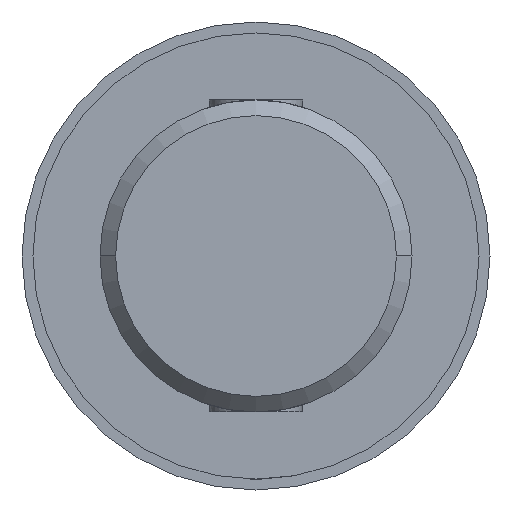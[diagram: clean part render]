
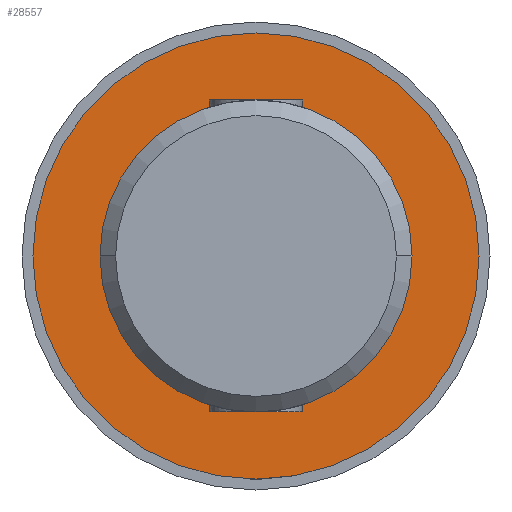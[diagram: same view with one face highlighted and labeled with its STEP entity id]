
A CAD part, front view. The second image highlights one B-rep face of the part: STEP entity #28557.
In plain terms, the highlighted planar face has unit normal (0, -1, 0).
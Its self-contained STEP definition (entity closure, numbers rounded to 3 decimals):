
#580 = VERTEX_POINT ( 'NONE', #18193 ) ;
#876 = EDGE_CURVE ( 'Defeature ausgef�hrt1_1+Defeature ausgef�hrt1_2+Defeature ausgef�hrt1_2+Defeature ausgef�hrt1_2', #20699, #33302, #18368, .T. ) ;
#1228 = DIRECTION ( 'NONE',  ( 1., 0., 0. ) ) ;
#1256 = AXIS2_PLACEMENT_3D ( 'NONE', #18657, #21360, #5174 ) ;
#1463 = DIRECTION ( 'NONE',  ( 0., -1., 0. ) ) ;
#2468 = DIRECTION ( 'NONE',  ( 1., 0., 0. ) ) ;
#3986 = VERTEX_POINT ( 'NONE', #8400 ) ;
#5174 = DIRECTION ( 'NONE',  ( 1., 0., 0. ) ) ;
#6794 = CARTESIAN_POINT ( 'NONE',  ( 0., 87., 0. ) ) ;
#6804 = PLANE ( 'NONE',  #34718 ) ;
#8179 = FACE_OUTER_BOUND ( 'NONE', #33236, .T. ) ;
#8400 = CARTESIAN_POINT ( 'NONE',  ( 0., 87., 3.5 ) ) ;
#9730 = DIRECTION ( 'NONE',  ( 0., -1., 0. ) ) ;
#11108 = FACE_BOUND ( 'NONE', #19102, .T. ) ;
#11783 = ORIENTED_EDGE ( 'NONE', *, *, #876, .T. ) ;
#11802 = AXIS2_PLACEMENT_3D ( 'NONE', #6794, #9730, #22739 ) ;
#12199 = DIRECTION ( 'NONE',  ( 1., 0., 0. ) ) ;
#12972 = AXIS2_PLACEMENT_3D ( 'NONE', #31983, #24042, #2468 ) ;
#14590 = EDGE_CURVE ( 'Defeature ausgef�hrt1_23+Defeature ausgef�hrt1_1+Defeature ausgef�hrt1_1+Defeature ausgef�hrt1_1', #580, #3986, #23178, .T. ) ;
#17456 = CARTESIAN_POINT ( 'NONE',  ( 7.15, 87., 0. ) ) ;
#17513 = CARTESIAN_POINT ( 'NONE',  ( 0., 87., 0. ) ) ;
#18193 = CARTESIAN_POINT ( 'NONE',  ( 0., 87., -3.5 ) ) ;
#18368 = CIRCLE ( 'NONE', #1256, 7.15 ) ;
#18657 = CARTESIAN_POINT ( 'NONE',  ( 0., 87., 0. ) ) ;
#19102 = EDGE_LOOP ( 'NONE', ( #20323, #32807 ) ) ;
#19235 = EDGE_CURVE ( 'Defeature ausgef�hrt1_1+Defeature ausgef�hrt1_2+Defeature ausgef�hrt1_2+Defeature ausgef�hrt1_2', #33302, #20699, #27847, .T. ) ;
#20323 = ORIENTED_EDGE ( 'NONE', *, *, #14590, .F. ) ;
#20699 = VERTEX_POINT ( 'NONE', #22188 ) ;
#21360 = DIRECTION ( 'NONE',  ( 0., -1., 0. ) ) ;
#22188 = CARTESIAN_POINT ( 'NONE',  ( -7.15, 87., 0. ) ) ;
#22739 = DIRECTION ( 'NONE',  ( 1., 0., 0. ) ) ;
#22983 = DIRECTION ( 'NONE',  ( 0., -1., 0. ) ) ;
#23178 = CIRCLE ( 'NONE', #24187, 3.5 ) ;
#24042 = DIRECTION ( 'NONE',  ( 0., -1., 0. ) ) ;
#24187 = AXIS2_PLACEMENT_3D ( 'NONE', #17513, #1463, #1228 ) ;
#24375 = ORIENTED_EDGE ( 'NONE', *, *, #19235, .T. ) ;
#27847 = CIRCLE ( 'NONE', #11802, 7.15 ) ;
#28380 = CARTESIAN_POINT ( 'NONE',  ( 7.15, 87., 0. ) ) ;
#28557 = ADVANCED_FACE ( 'Defeature ausgef�hrt1_1', ( #11108, #8179 ), #6804, .T. ) ;
#30002 = EDGE_CURVE ( 'Defeature ausgef�hrt1_23+Defeature ausgef�hrt1_1+Defeature ausgef�hrt1_1+Defeature ausgef�hrt1_1', #3986, #580, #32546, .T. ) ;
#31983 = CARTESIAN_POINT ( 'NONE',  ( 0., 87., 0. ) ) ;
#32546 = CIRCLE ( 'NONE', #12972, 3.5 ) ;
#32807 = ORIENTED_EDGE ( 'NONE', *, *, #30002, .F. ) ;
#33236 = EDGE_LOOP ( 'NONE', ( #24375, #11783 ) ) ;
#33302 = VERTEX_POINT ( 'NONE', #17456 ) ;
#34718 = AXIS2_PLACEMENT_3D ( 'NONE', #28380, #22983, #12199 ) ;
